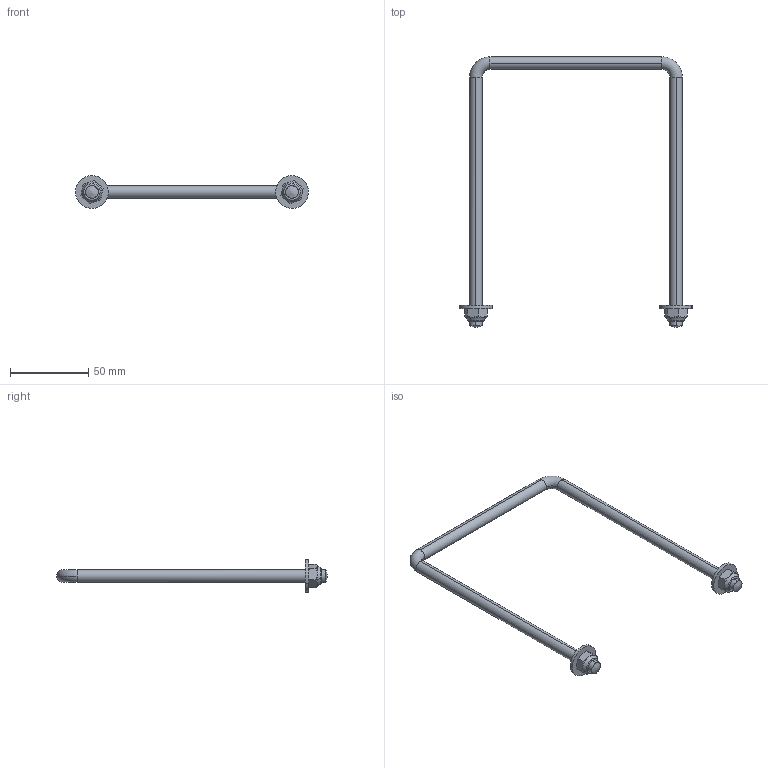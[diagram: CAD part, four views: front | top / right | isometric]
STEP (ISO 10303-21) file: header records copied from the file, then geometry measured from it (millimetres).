
FILE_DESCRIPTION (( 'STEP AP203' ), '1' );
FILE_NAME ('KU20-27.STEP', '2023-07-10T12:18:26', ( '' ), ( '' ), 'SwSTEP 2.0', 'SolidWorks 2017', '' );
FILE_SCHEMA (( 'CONFIG_CONTROL_DESIGN' ));
Length unit declared in the file: millimetre
Products named in the file (4): MV21-34-39_MV21-35; RN01-01-73_RN01-11 "D=21"d=10.5"s=2"; RA02-25-48_RA02-27 "M8"; KU20-27
Assembly tree (5 placements, depth 2):
  KU20-27
    MV21-34-39_MV21-35
    RN01-01-73_RN01-11 "D=21"d=10.5"s=2"  x2
    RA02-25-48_RA02-27 "M8"  x2
Bounding box: 148.98 x 172.95 x 20.99 mm (x, y, z)
Volume: 25350.5 mm3; surface area: 14358.4 mm2
Topology: 5 solids, 5 shells, 94 faces, 204 edges, 118 vertices
Faces by surface type: cone 36, cylinder 22, plane 18, torus 16, bspline 2
Entity records: 2436 total; most frequent: CARTESIAN_POINT 801, DIRECTION 270, ORIENTED_EDGE 234, AXIS2_PLACEMENT_3D 122, EDGE_CURVE 117, VERTEX_POINT 69, CIRCLE 63, EDGE_LOOP 56
